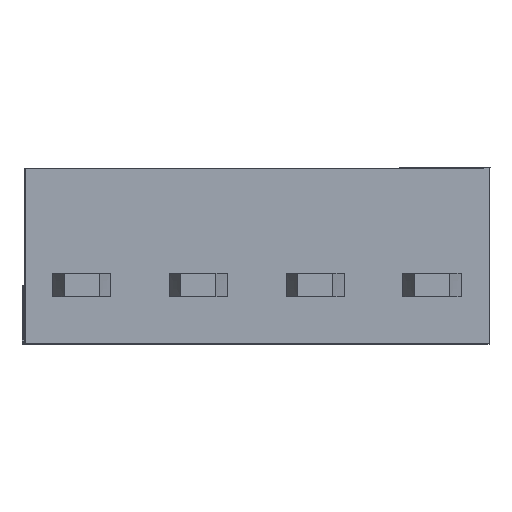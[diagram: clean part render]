
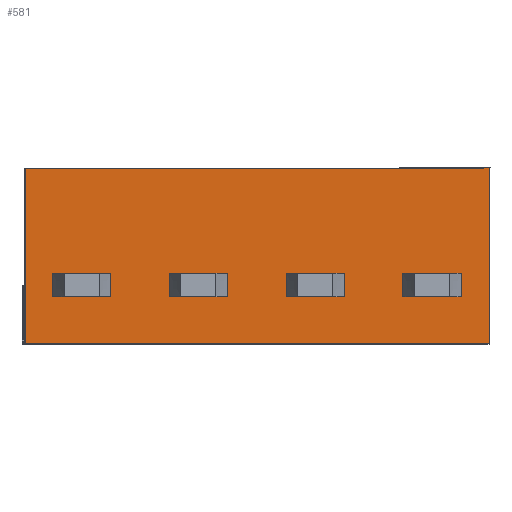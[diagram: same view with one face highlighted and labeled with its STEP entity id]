
A CAD part, front view. The second image highlights one B-rep face of the part: STEP entity #581.
In plain terms, the highlighted free-form (B-spline) face has degree [1, 1] with [2, 2] control points.
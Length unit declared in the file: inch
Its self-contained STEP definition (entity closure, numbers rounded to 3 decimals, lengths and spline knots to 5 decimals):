
#109=B_SPLINE_SURFACE_WITH_KNOTS('',1,1,((#1992,#1993),(#1994,#1995)),
 .UNSPECIFIED.,.F.,.F.,.F.,(2,2),(2,2),(-1.41756,0.00084),(-0.00084,
1.67916),.UNSPECIFIED.);
#581=ADVANCED_FACE('',(#647),#109,.T.);
#647=FACE_OUTER_BOUND('',#713,.T.);
#713=EDGE_LOOP('',(#799,#800,#801,#802));
#799=ORIENTED_EDGE('',*,*,#1113,.T.);
#800=ORIENTED_EDGE('',*,*,#1114,.T.);
#801=ORIENTED_EDGE('',*,*,#1115,.T.);
#802=ORIENTED_EDGE('',*,*,#1116,.T.);
#1113=EDGE_CURVE('',#1655,#1656,#1388,.T.);
#1114=EDGE_CURVE('',#1656,#1657,#1389,.T.);
#1115=EDGE_CURVE('',#1657,#1658,#1390,.T.);
#1116=EDGE_CURVE('',#1658,#1655,#1391,.T.);
#1388=B_SPLINE_CURVE_WITH_KNOTS('',1,(#2000,#2001),.UNSPECIFIED.,.F.,.F.,
(2,2),(-0.18,0.),.UNSPECIFIED.);
#1389=B_SPLINE_CURVE_WITH_KNOTS('',1,(#2002,#2003),.UNSPECIFIED.,.F.,.F.,
(2,2),(-0.398,0.),.UNSPECIFIED.);
#1390=B_SPLINE_CURVE_WITH_KNOTS('',1,(#2004,#2005),.UNSPECIFIED.,.F.,.F.,
(2,2),(-0.18,0.),.UNSPECIFIED.);
#1391=B_SPLINE_CURVE_WITH_KNOTS('',1,(#2006,#2007),.UNSPECIFIED.,.F.,.F.,
(2,2),(-0.398,0.),.UNSPECIFIED.);
#1655=VERTEX_POINT('',#1996);
#1656=VERTEX_POINT('',#1997);
#1657=VERTEX_POINT('',#1998);
#1658=VERTEX_POINT('',#1999);
#1992=CARTESIAN_POINT('',(0.83969,0.14577,-0.56599));
#1993=CARTESIAN_POINT('',(-0.84031,0.14443,-0.56639));
#1994=CARTESIAN_POINT('',(0.84003,0.14577,0.61861));
#1995=CARTESIAN_POINT('',(-0.83996,0.14443,0.6182));
#1996=CARTESIAN_POINT('',(-0.19911,0.14494,0.10123));
#1997=CARTESIAN_POINT('',(-0.19916,0.14494,-0.0491));
#1998=CARTESIAN_POINT('',(0.19884,0.14526,-0.04901));
#1999=CARTESIAN_POINT('',(0.19888,0.14526,0.10132));
#2000=CARTESIAN_POINT('',(-0.19911,0.14494,0.10123));
#2001=CARTESIAN_POINT('',(-0.19916,0.14494,-0.0491));
#2002=CARTESIAN_POINT('',(-0.19916,0.14494,-0.0491));
#2003=CARTESIAN_POINT('',(0.19884,0.14526,-0.04901));
#2004=CARTESIAN_POINT('',(0.19884,0.14526,-0.04901));
#2005=CARTESIAN_POINT('',(0.19888,0.14526,0.10132));
#2006=CARTESIAN_POINT('',(0.19888,0.14526,0.10132));
#2007=CARTESIAN_POINT('',(-0.19911,0.14494,0.10123));
